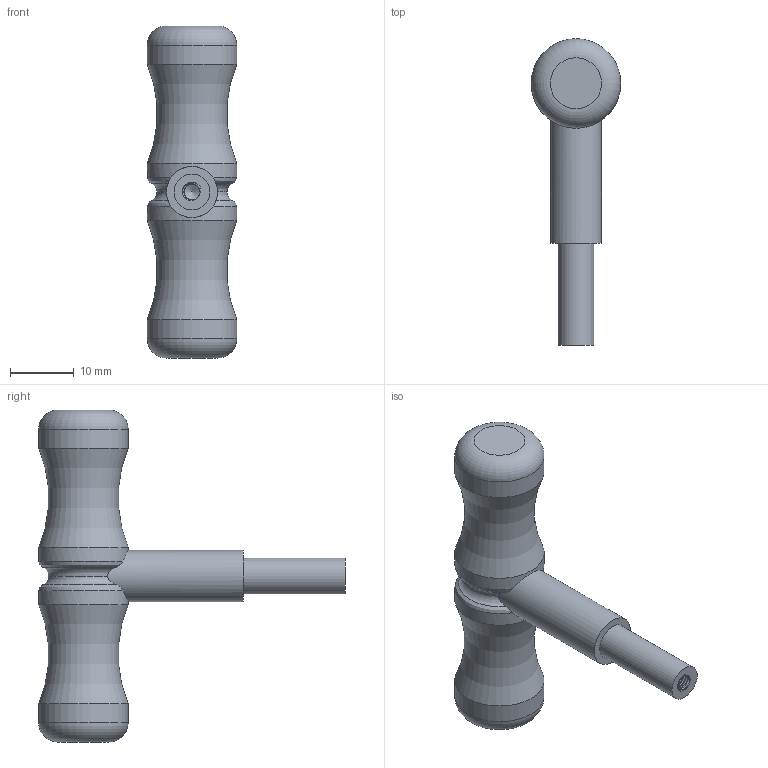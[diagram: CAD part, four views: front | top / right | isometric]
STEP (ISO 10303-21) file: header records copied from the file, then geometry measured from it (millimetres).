
FILE_DESCRIPTION(('FreeCAD Model'),'2;1');
FILE_NAME('Open CASCADE Shape Model','2026-01-25T14:01:45',(''),(''), 'Open CASCADE STEP processor 7.8','FreeCAD','Unknown');
FILE_SCHEMA(('AUTOMOTIVE_DESIGN { 1 0 10303 214 1 1 1 1 }'));
Length unit declared in the file: millimetre
Products named in the file (1): WinchRelease
Bounding box: 14 x 48 x 52 mm (x, y, z)
Volume: 7595 mm3; surface area: 3411.9 mm2
Topology: 1 solids, 1 shells, 224 faces, 455 edges, 234 vertices
Faces by surface type: bspline 155, cylinder 57, torus 6, plane 5, cone 1
Full cylindrical faces by diameter (mm): 2.52 x50, 5.6 x1, 8 x1, 14 x4
Entity records: 43623 total; most frequent: CARTESIAN_POINT 35770, ORIENTED_EDGE 908, PCURVE 908, DEFINITIONAL_REPRESENTATION 908, DIRECTION 900, LINE 721, VECTOR 721, B_SPLINE_CURVE_WITH_KNOTS 611
